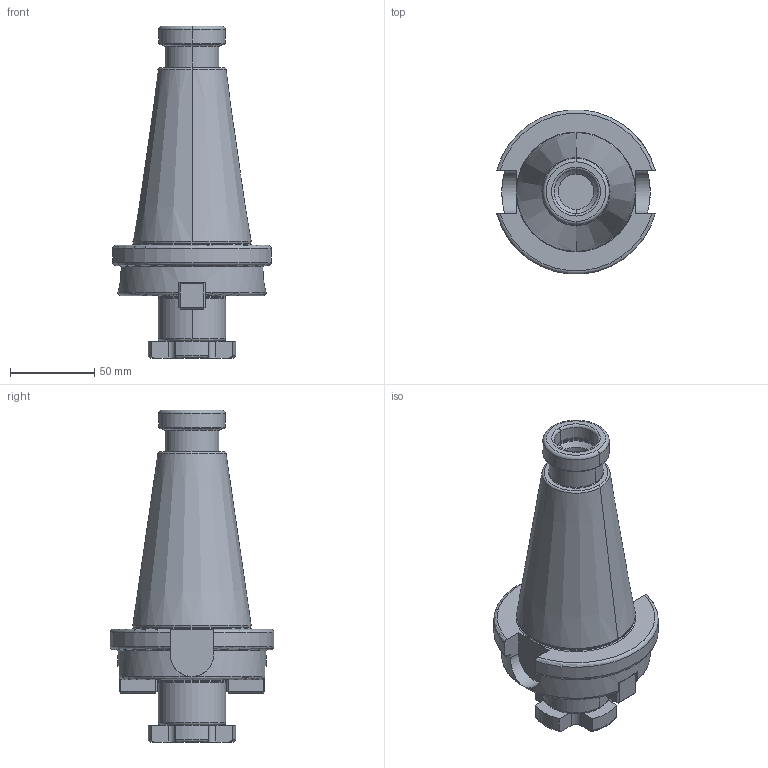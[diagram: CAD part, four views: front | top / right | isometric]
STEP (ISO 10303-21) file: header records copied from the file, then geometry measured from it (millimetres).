
FILE_DESCRIPTION((''),'2;1');
FILE_NAME('501_11_40','2020-09-14T',('103090'),(''),'CREO PARAMETRIC BY PTC INC, 2016260','CREO PARAMETRIC BY PTC INC, 2016260','');
FILE_SCHEMA(('CONFIG_CONTROL_DESIGN'));
Length unit declared in the file: millimetre
Products named in the file (1): 501_11_40
Bounding box: 94.05 x 97.13 x 196.8 mm (x, y, z)
Volume: 480629.5 mm3; surface area: 61808.6 mm2
Topology: 1 solids, 6 shells, 273 faces, 622 edges, 364 vertices
Faces by surface type: plane 121, cylinder 64, cone 46, torus 42
Entity records: 8004 total; most frequent: CARTESIAN_POINT 1764, DIRECTION 1364, ORIENTED_EDGE 1244, EDGE_CURVE 622, AXIS2_PLACEMENT_3D 526, VERTEX_POINT 364, VECTOR 312, LINE 312
